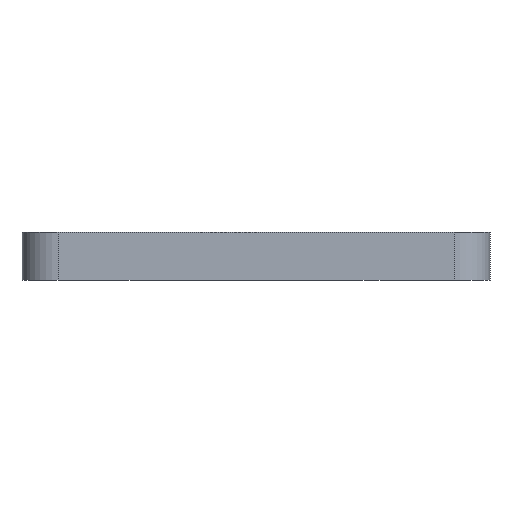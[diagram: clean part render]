
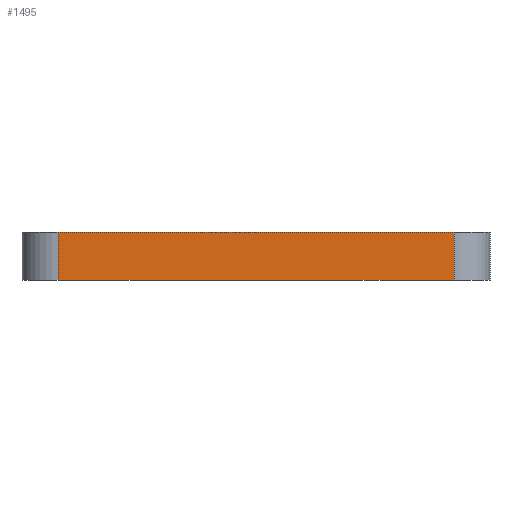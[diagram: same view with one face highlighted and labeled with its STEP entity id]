
A CAD part, front view. The second image highlights one B-rep face of the part: STEP entity #1495.
In plain terms, the highlighted planar face has unit normal (0, -1, 0).
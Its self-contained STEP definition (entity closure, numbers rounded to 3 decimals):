
#69=PLANE('',#1665);
#136=FACE_OUTER_BOUND('',#227,.T.);
#227=EDGE_LOOP('',(#1264,#1265,#1266,#1267));
#305=LINE('',#2329,#433);
#367=LINE('',#2539,#495);
#368=LINE('',#2543,#496);
#369=LINE('',#2544,#497);
#433=VECTOR('',#1865,10.);
#495=VECTOR('',#2081,10.);
#496=VECTOR('',#2086,10.);
#497=VECTOR('',#2087,10.);
#659=VERTEX_POINT('',#2326);
#660=VERTEX_POINT('',#2328);
#731=VERTEX_POINT('',#2538);
#732=VERTEX_POINT('',#2542);
#826=EDGE_CURVE('',#659,#660,#305,.T.);
#932=EDGE_CURVE('',#660,#731,#367,.T.);
#934=EDGE_CURVE('',#732,#659,#368,.T.);
#935=EDGE_CURVE('',#732,#731,#369,.T.);
#1264=ORIENTED_EDGE('',*,*,#932,.F.);
#1265=ORIENTED_EDGE('',*,*,#826,.F.);
#1266=ORIENTED_EDGE('',*,*,#934,.F.);
#1267=ORIENTED_EDGE('',*,*,#935,.T.);
#1495=ADVANCED_FACE('',(#136),#69,.T.);
#1665=AXIS2_PLACEMENT_3D('',#2541,#2084,#2085);
#1865=DIRECTION('',(1.,0.,0.));
#2081=DIRECTION('',(0.,0.,-1.));
#2084=DIRECTION('center_axis',(0.,-1.,0.));
#2085=DIRECTION('ref_axis',(1.,0.,0.));
#2086=DIRECTION('',(0.,0.,1.));
#2087=DIRECTION('',(1.,0.,0.));
#2326=CARTESIAN_POINT('',(3.,0.,4.));
#2328=CARTESIAN_POINT('',(36.,0.,4.));
#2329=CARTESIAN_POINT('',(0.,0.,4.));
#2538=CARTESIAN_POINT('',(36.,0.,0.));
#2539=CARTESIAN_POINT('',(36.,0.,0.));
#2541=CARTESIAN_POINT('Origin',(0.,0.,0.));
#2542=CARTESIAN_POINT('',(3.,0.,0.));
#2543=CARTESIAN_POINT('',(3.,0.,0.));
#2544=CARTESIAN_POINT('',(0.,0.,0.));
